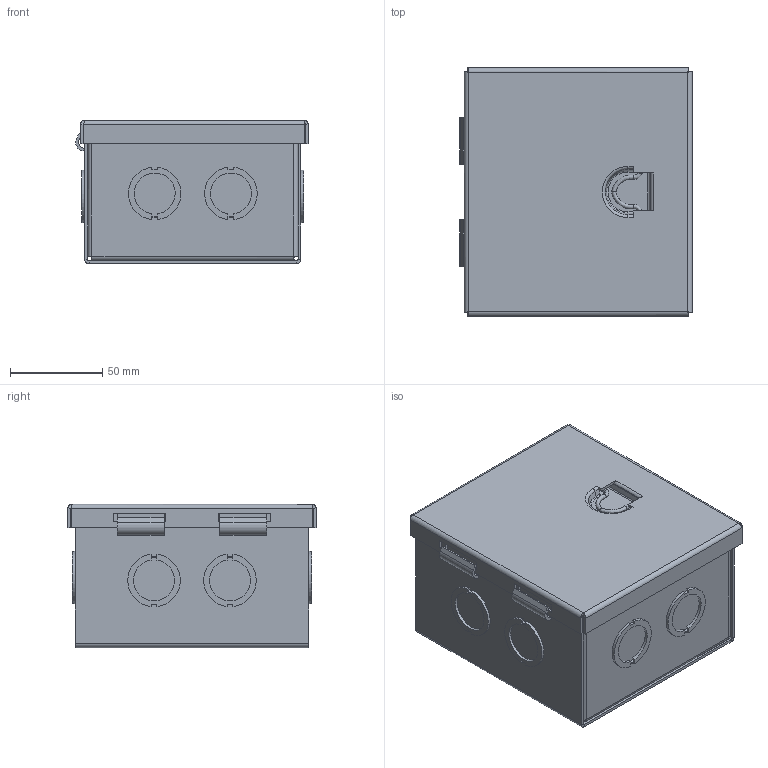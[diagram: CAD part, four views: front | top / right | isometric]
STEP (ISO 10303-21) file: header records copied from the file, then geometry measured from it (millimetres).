
FILE_DESCRIPTION(/* description */ ('SC, BLR, 8X8X8'),/* implementation_level */ '2;1');
FILE_NAME(/* name */ 'A040503.stp',/* time_stamp */ '2015-02-18T15:53:13+05:00',/* author */ ('ps'),/* organization */ (''),/* preprocessor_version */ 'ST-DEVELOPER v15.2',/* originating_system */ 'Autodesk Inventor 2014',/* authorisation */ '');
FILE_SCHEMA (('AUTOMOTIVE_DESIGN { 1 0 10303 214 3 1 1 }'));
Length unit declared in the file: inch
Products named in the file (5): A040503BLR; A0403TB; A0405LFA; 35010; A040503
Bounding box: 126.25 x 134.91 x 77.79 mm (x, y, z)
Volume: 126518.3 mm3; surface area: 170433.5 mm2
Topology: 18 solids, 24 shells, 442 faces, 982 edges, 582 vertices
Faces by surface type: plane 302, cylinder 105, bspline 26, torus 6, sphere 2, cone 1
Full cylindrical faces by diameter (mm): 7.144 x4
Entity records: 11350 total; most frequent: CARTESIAN_POINT 2878, ORIENTED_EDGE 1740, DIRECTION 1601, EDGE_CURVE 798, LINE 601, VECTOR 601, AXIS2_PLACEMENT_3D 500, VERTEX_POINT 478
